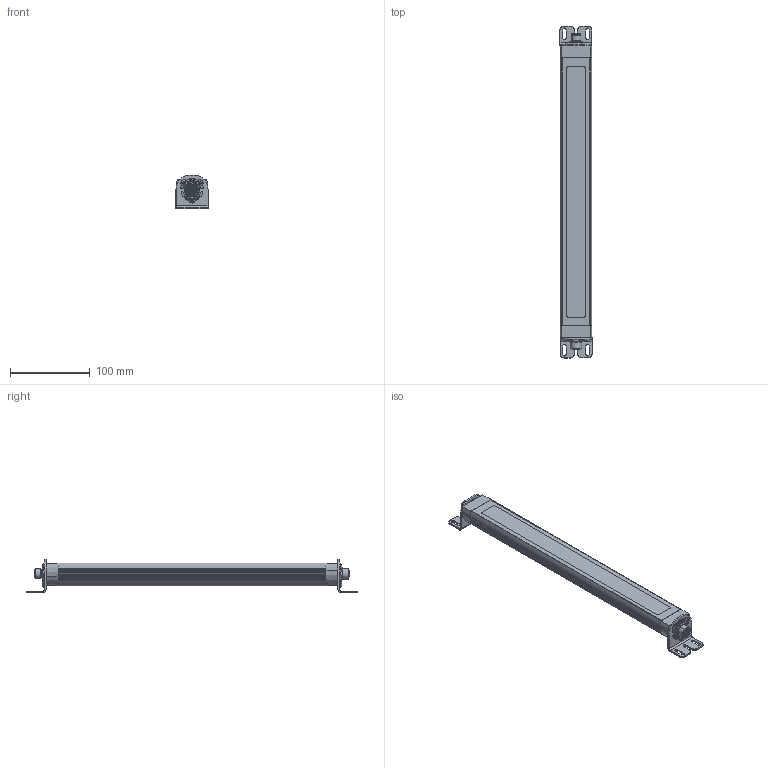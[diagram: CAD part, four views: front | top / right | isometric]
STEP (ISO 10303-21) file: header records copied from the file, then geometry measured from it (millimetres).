
FILE_DESCRIPTION(('CATIA V5 STEP Exchange','CAx-IF Rec.Pracs.--- Model Styling and Organization---1.4--- 2014-01-23'),'2;1');
FILE_NAME ('1483021-1_0', '2022-11-04T12:50:21+00:00', ('none'), ('Weidmueller'), 'CATIA Version 5-6 Release 2016 SP3 HF44', 'CATIA V5 STEP AP214', 'none');
FILE_SCHEMA(('AUTOMOTIVE_DESIGN { 1 0 10303 214 1 1 1 1 }'));
Length unit declared in the file: millimetre
Products named in the file (1): 2899450000
Bounding box: 40.01 x 415 x 42 mm (x, y, z)
Volume: 340036.3 mm3; surface area: 78790 mm2
Topology: 10 solids, 10 shells, 1543 faces, 4421 edges, 2845 vertices
Faces by surface type: cylinder 637, plane 481, cone 222, bspline 117, torus 70, sphere 16
Entity records: 54044 total; most frequent: CARTESIAN_POINT 17097, ORIENTED_EDGE 8704, DIRECTION 5889, EDGE_CURVE 4352, AXIS2_PLACEMENT_3D 3021, VERTEX_POINT 2844, EDGE_LOOP 1666, CIRCLE 1624
